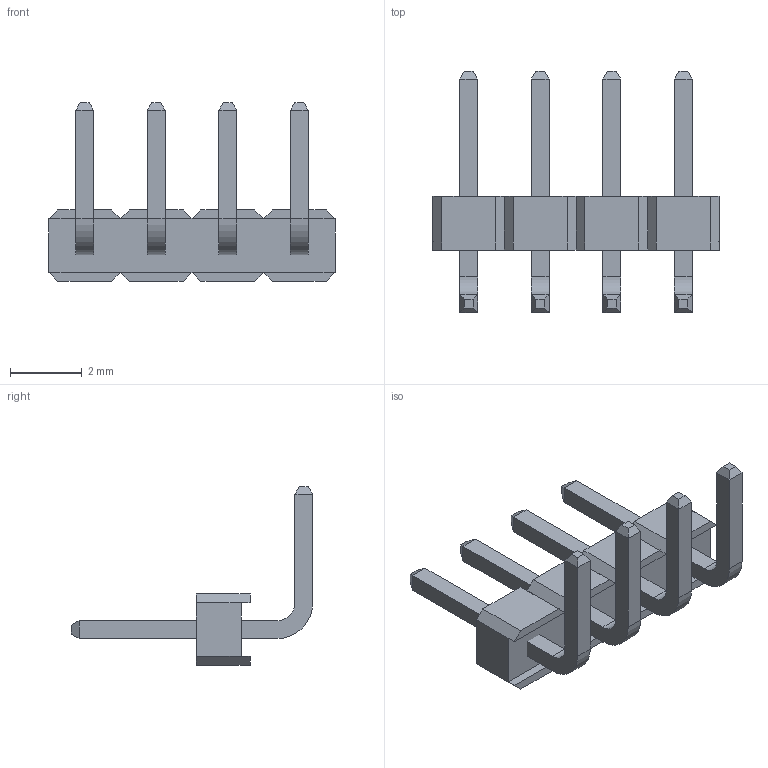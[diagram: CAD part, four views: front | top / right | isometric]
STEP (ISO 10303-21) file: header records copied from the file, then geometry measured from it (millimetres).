
FILE_DESCRIPTION(('STEP AP214'),'1');
FILE_NAME(' ',' ',('TraceParts'),('TraceParts S.A.'),'XStep 1.0',' ',' ');
FILE_SCHEMA(('automotive_design'));
Length unit declared in the file: millimetre
Products named in the file (5): M22-203_ASM|Next assembly relationship;M22-201-MOULD; M22-203_ASM|Next assembly relationship;M22-204-PIN1
Bounding box: 8 x 6.75 x 5 mm (x, y, z)
Volume: 29.3 mm3; surface area: 153.8 mm2
Topology: 5 solids, 5 shells, 132 faces, 318 edges, 196 vertices
Faces by surface type: bspline 132
Entity records: 7680 total; most frequent: CARTESIAN_POINT 1255, STYLED_ITEM 651, PRESENTATION_STYLE_ASSIGNMENT 651, COLOUR_RGB 651, ORIENTED_EDGE 636, DIRECTION 344, EDGE_CURVE 318, CURVE_STYLE 318
